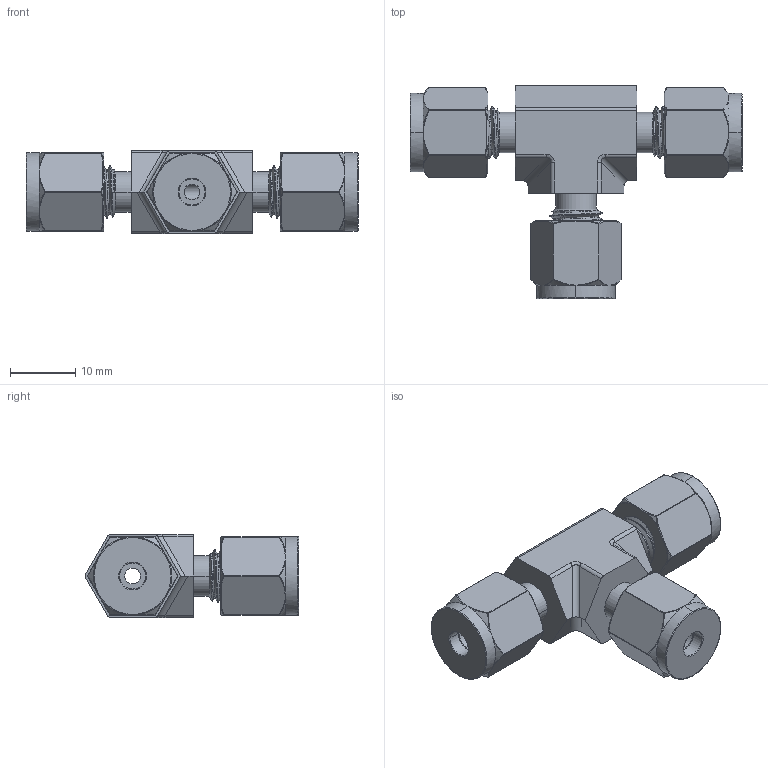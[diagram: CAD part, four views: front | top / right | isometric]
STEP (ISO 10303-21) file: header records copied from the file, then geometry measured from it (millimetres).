
FILE_DESCRIPTION((''),'2;1');
FILE_NAME('001_CTA_UNION_TEE_MASTER_ASM','2025-06-20T13:12:35',('Administrator'),(''),'CREO PARAMETRIC BY PTC INC, 2020414','CREO PARAMETRIC BY PTC INC, 2020414','');
FILE_SCHEMA(('AUTOMOTIVE_DESIGN { 1 0 10303 214 1 1 1 1 }'));
Length unit declared in the file: millimetre
Products named in the file (5): DIN2353-TUBE_CTA; DIN2353_TUBE_NUT_CTA; BACK_FERRULE_CTA; FRONT_FERRULE_CTA; 001_CTA_UNION_TEE_MASTER_ASM
Assembly tree (10 placements, depth 2):
  001_CTA_UNION_TEE_MASTER_ASM
    DIN2353-TUBE_CTA
    DIN2353_TUBE_NUT_CTA  x3
    BACK_FERRULE_CTA  x3
    FRONT_FERRULE_CTA  x3
Bounding box: 50.8 x 32.63 x 12.7 mm (x, y, z)
Volume: 7074.9 mm3; surface area: 6754.5 mm2
Topology: 10 solids, 10 shells, 639 faces, 1481 edges, 922 vertices
Faces by surface type: cylinder 188, bspline 130, torus 102, cone 90, sphere 72, plane 57
Entity records: 32707 total; most frequent: CARTESIAN_POINT 25487, ORIENTED_EDGE 1436, DIRECTION 1308, EDGE_CURVE 718, AXIS2_PLACEMENT_3D 540, VERTEX_POINT 422, EDGE_LOOP 324, FACE_OUTER_BOUND 309
